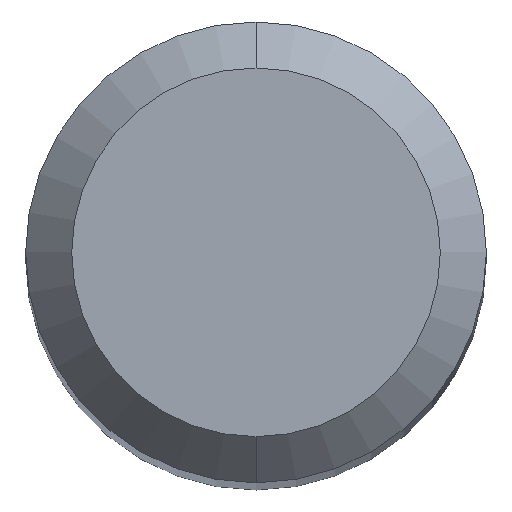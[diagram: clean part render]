
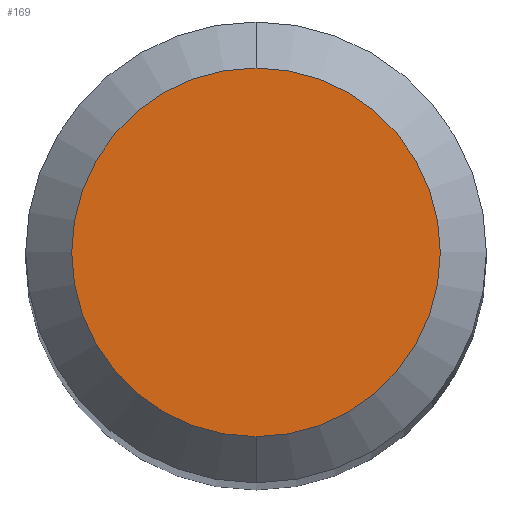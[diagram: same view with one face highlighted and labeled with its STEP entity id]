
A CAD part, top view. The second image highlights one B-rep face of the part: STEP entity #169.
In plain terms, the highlighted planar face has unit normal (0, 0, 1).
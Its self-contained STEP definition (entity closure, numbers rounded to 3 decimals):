
#133=VERTEX_POINT('',#290);
#169=ADVANCED_FACE('',(#329),#330,.T.);
#179=VERTEX_POINT('',#340);
#189=EDGE_CURVE('',#179,#133,#353,.T.);
#215=EDGE_CURVE('',#133,#179,#383,.T.);
#290=CARTESIAN_POINT('',(0.,-1.2,0.0));
#329=FACE_OUTER_BOUND('',#513,.T.);
#330=PLANE('',#514);
#340=CARTESIAN_POINT('',(0.0,1.2,0.0));
#353=CIRCLE('',#543,1.2);
#383=CIRCLE('',#581,1.2);
#513=EDGE_LOOP('',(#702,#703));
#514=AXIS2_PLACEMENT_3D('',#704,#705,#706);
#543=AXIS2_PLACEMENT_3D('',#741,#742,#743);
#581=AXIS2_PLACEMENT_3D('',#784,#785,#786);
#702=ORIENTED_EDGE('',*,*,#189,.F.);
#703=ORIENTED_EDGE('',*,*,#215,.F.);
#704=CARTESIAN_POINT('',(0.0,0.6,0.0));
#705=DIRECTION('',(-0.0,0.0,1.0));
#706=DIRECTION('',(0.0,-1.0,0.0));
#741=CARTESIAN_POINT('',(0.0,0.0,0.0));
#742=DIRECTION('',(0.0,0.0,-1.0));
#743=DIRECTION('',(0.0,1.0,0.0));
#784=CARTESIAN_POINT('',(0.0,0.0,0.0));
#785=DIRECTION('',(0.0,0.0,-1.0));
#786=DIRECTION('',(0.0,1.0,0.0));
